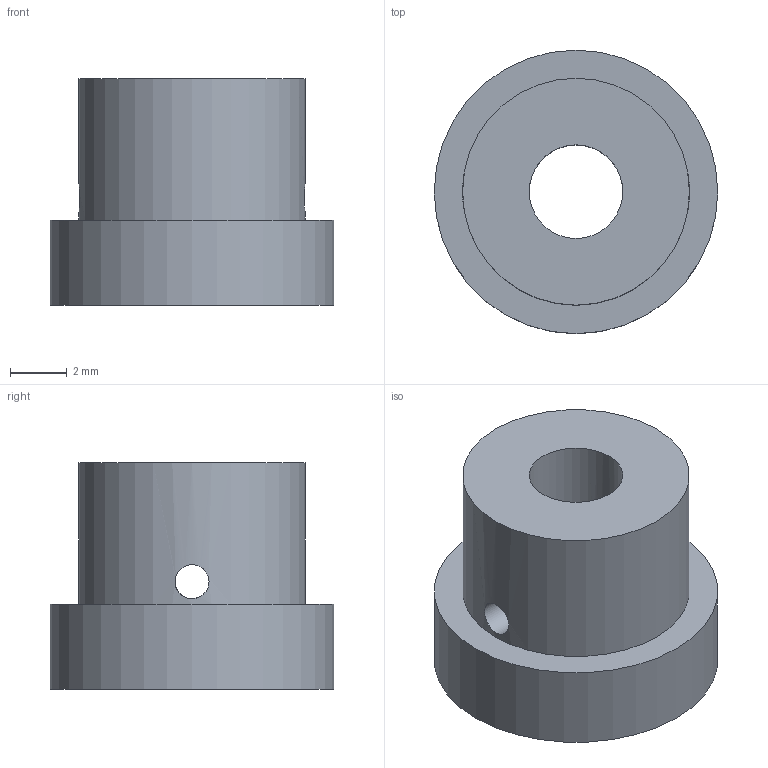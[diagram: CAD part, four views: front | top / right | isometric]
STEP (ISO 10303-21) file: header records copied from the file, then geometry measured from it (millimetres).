
FILE_DESCRIPTION(/* description */ (''),/* implementation_level */ '2;1');
FILE_NAME(/* name */ '02-04-SpringTopPart v3.step',/* time_stamp */ '2024-01-20T11:22:54+01:00',/* author */ (''),/* organization */ (''),/* preprocessor_version */ 'ST-DEVELOPER v20',/* originating_system */ 'Autodesk Translation Framework v12.14.0.127',/* authorisation */ '');
FILE_SCHEMA (('AUTOMOTIVE_DESIGN { 1 0 10303 214 3 1 1 }'));
Length unit declared in the file: millimetre
Products named in the file (1): 02-04-SpringTopPart
Bounding box: 10 x 10 x 8 mm (x, y, z)
Volume: 384.1 mm3; surface area: 449.3 mm2
Topology: 1 solids, 1 shells, 9 faces, 23 edges, 15 vertices
Faces by surface type: cylinder 5, plane 3, cone 1
Full cylindrical faces by diameter (mm): 1.2 x2, 3.3 x1, 8 x1, 10 x1
Entity records: 441 total; most frequent: CARTESIAN_POINT 184, ORIENTED_EDGE 46, DIRECTION 42, EDGE_CURVE 23, AXIS2_PLACEMENT_3D 17, VERTEX_POINT 15, EDGE_LOOP 14, FACE_OUTER_BOUND 9
